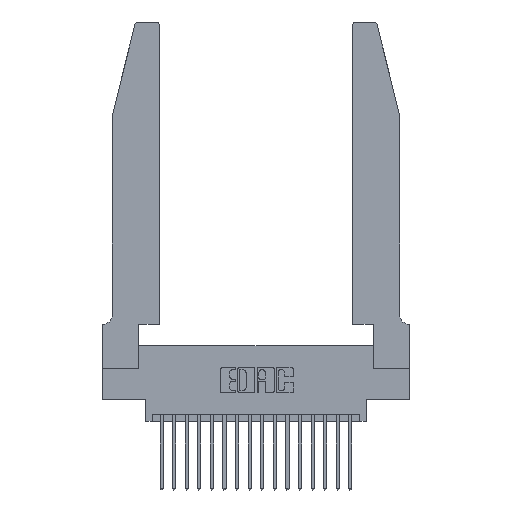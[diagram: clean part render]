
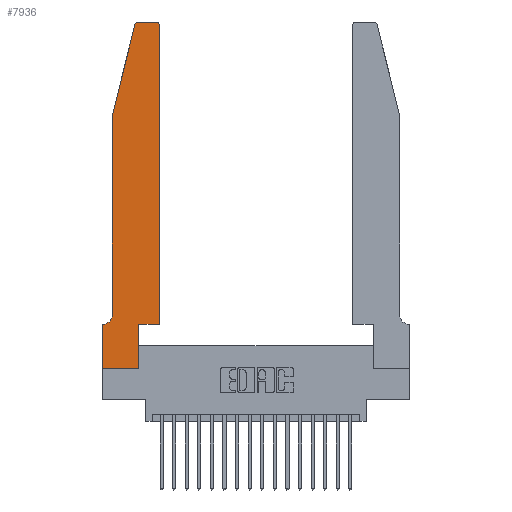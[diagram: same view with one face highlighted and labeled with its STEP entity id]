
A CAD part, top view. The second image highlights one B-rep face of the part: STEP entity #7936.
In plain terms, the highlighted planar face has unit normal (0, 0, 1).
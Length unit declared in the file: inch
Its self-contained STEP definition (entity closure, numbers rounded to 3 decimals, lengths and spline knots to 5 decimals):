
#143 = VERTEX_POINT ( 'NONE', #20227 ) ;
#227 = LINE ( 'NONE', #18302, #10341 ) ;
#272 = VECTOR ( 'NONE', #7664, 39.37008 ) ;
#417 = VECTOR ( 'NONE', #19683, 39.37008 ) ;
#664 = CARTESIAN_POINT ( 'NONE',  ( 0., 0.35, 0.37 ) ) ;
#989 = VECTOR ( 'NONE', #11526, 39.37008 ) ;
#1194 = CARTESIAN_POINT ( 'NONE',  ( 0.0055, 0.35, 0.37 ) ) ;
#1238 = LINE ( 'NONE', #13139, #20750 ) ;
#1281 = CIRCLE ( 'NONE', #16083, 0.07 ) ;
#1487 = ORIENTED_EDGE ( 'NONE', *, *, #18734, .T. ) ;
#1489 = CARTESIAN_POINT ( 'NONE',  ( 0.0755, 2., 0.37 ) ) ;
#1765 = ORIENTED_EDGE ( 'NONE', *, *, #18002, .T. ) ;
#1894 = EDGE_CURVE ( 'NONE', #7100, #11291, #1281, .T. ) ;
#2789 = CARTESIAN_POINT ( 'NONE',  ( 0.4505, 2.72, 0.37 ) ) ;
#2976 = CARTESIAN_POINT ( 'NONE',  ( 0., 0., 0.37 ) ) ;
#3006 = FACE_OUTER_BOUND ( 'NONE', #6086, .T. ) ;
#3014 = EDGE_CURVE ( 'NONE', #7301, #17383, #1238, .T. ) ;
#3264 = DIRECTION ( 'NONE',  ( 0., -1., 0. ) ) ;
#3447 = VECTOR ( 'NONE', #10077, 39.37008 ) ;
#3474 = AXIS2_PLACEMENT_3D ( 'NONE', #11791, #3530, #5166 ) ;
#3530 = DIRECTION ( 'NONE',  ( 0., 0., 1. ) ) ;
#3769 = VECTOR ( 'NONE', #3264, 39.37008 ) ;
#3955 = LINE ( 'NONE', #18705, #20654 ) ;
#4020 = ORIENTED_EDGE ( 'NONE', *, *, #4665, .T. ) ;
#4240 = CARTESIAN_POINT ( 'NONE',  ( 0.0755, 0.42, 0.37 ) ) ;
#4508 = ORIENTED_EDGE ( 'NONE', *, *, #9324, .T. ) ;
#4536 = PLANE ( 'NONE',  #6019 ) ;
#4665 = EDGE_CURVE ( 'NONE', #11289, #7301, #6651, .T. ) ;
#4862 = DIRECTION ( 'NONE',  ( 0., 0., 1. ) ) ;
#5166 = DIRECTION ( 'NONE',  ( 1., 0., 0. ) ) ;
#5197 = CIRCLE ( 'NONE', #3474, 0.03 ) ;
#5302 = VERTEX_POINT ( 'NONE', #16530 ) ;
#5780 = VERTEX_POINT ( 'NONE', #7112 ) ;
#5874 = LINE ( 'NONE', #20549, #272 ) ;
#5926 = DIRECTION ( 'NONE',  ( 0., 0., -1. ) ) ;
#5939 = LINE ( 'NONE', #15601, #12484 ) ;
#5942 = EDGE_CURVE ( 'NONE', #12554, #5302, #5874, .T. ) ;
#6019 = AXIS2_PLACEMENT_3D ( 'NONE', #19774, #8530, #16652 ) ;
#6086 = EDGE_LOOP ( 'NONE', ( #12620, #4020, #15434, #4508, #17536, #16490, #1487, #15925, #1765, #9920, #11487, #18010 ) ) ;
#6490 = LINE ( 'NONE', #18266, #417 ) ;
#6576 = VERTEX_POINT ( 'NONE', #2789 ) ;
#6651 = CIRCLE ( 'NONE', #12199, 0.03 ) ;
#6689 = CARTESIAN_POINT ( 'NONE',  ( 0.284, 2.72, 0.37 ) ) ;
#7100 = VERTEX_POINT ( 'NONE', #4240 ) ;
#7112 = CARTESIAN_POINT ( 'NONE',  ( 0.2865, 0.35, 0.37 ) ) ;
#7301 = VERTEX_POINT ( 'NONE', #11598 ) ;
#7362 = CARTESIAN_POINT ( 'NONE',  ( 0.4205, 2.75, 0.37 ) ) ;
#7664 = DIRECTION ( 'NONE',  ( 1., 0., 0. ) ) ;
#7936 = ADVANCED_FACE ( 'NONE', ( #3006 ), #4536, .T. ) ;
#8036 = DIRECTION ( 'NONE',  ( -1., 0., 0. ) ) ;
#8530 = DIRECTION ( 'NONE',  ( 0., 0., 1. ) ) ;
#8811 = DIRECTION ( 'NONE',  ( 1., 0., 0. ) ) ;
#9324 = EDGE_CURVE ( 'NONE', #17383, #7100, #9775, .T. ) ;
#9550 = EDGE_CURVE ( 'NONE', #5780, #143, #3955, .T. ) ;
#9763 = DIRECTION ( 'NONE',  ( -0.239, -0.971, 0. ) ) ;
#9775 = LINE ( 'NONE', #13197, #3447 ) ;
#9920 = ORIENTED_EDGE ( 'NONE', *, *, #9550, .T. ) ;
#10077 = DIRECTION ( 'NONE',  ( 0., -1., 0. ) ) ;
#10228 = DIRECTION ( 'NONE',  ( -1., 0., 0. ) ) ;
#10246 = DIRECTION ( 'NONE',  ( -1., 0., 0. ) ) ;
#10341 = VECTOR ( 'NONE', #10228, 39.37008 ) ;
#10399 = EDGE_CURVE ( 'NONE', #6576, #15262, #5197, .T. ) ;
#10870 = CARTESIAN_POINT ( 'NONE',  ( 0.284, 2.75, 0.37 ) ) ;
#11056 = CARTESIAN_POINT ( 'NONE',  ( 0.0055, 0.42, 0.37 ) ) ;
#11289 = VERTEX_POINT ( 'NONE', #10870 ) ;
#11291 = VERTEX_POINT ( 'NONE', #1194 ) ;
#11487 = ORIENTED_EDGE ( 'NONE', *, *, #20083, .T. ) ;
#11526 = DIRECTION ( 'NONE',  ( 0., 1., 0. ) ) ;
#11588 = CARTESIAN_POINT ( 'NONE',  ( 0., 0., 0.37 ) ) ;
#11598 = CARTESIAN_POINT ( 'NONE',  ( 0.25487, 2.72718, 0.37 ) ) ;
#11662 = EDGE_CURVE ( 'NONE', #11291, #14928, #5939, .T. ) ;
#11791 = CARTESIAN_POINT ( 'NONE',  ( 0.4205, 2.72, 0.37 ) ) ;
#12199 = AXIS2_PLACEMENT_3D ( 'NONE', #6689, #4862, #15906 ) ;
#12484 = VECTOR ( 'NONE', #10246, 39.37008 ) ;
#12554 = VERTEX_POINT ( 'NONE', #2976 ) ;
#12620 = ORIENTED_EDGE ( 'NONE', *, *, #17680, .T. ) ;
#13139 = CARTESIAN_POINT ( 'NONE',  ( 0.0755, 2., 0.37 ) ) ;
#13197 = CARTESIAN_POINT ( 'NONE',  ( 0.0755, 2., 0.37 ) ) ;
#14928 = VERTEX_POINT ( 'NONE', #664 ) ;
#15262 = VERTEX_POINT ( 'NONE', #7362 ) ;
#15434 = ORIENTED_EDGE ( 'NONE', *, *, #3014, .T. ) ;
#15601 = CARTESIAN_POINT ( 'NONE',  ( 0.0755, 0.35, 0.37 ) ) ;
#15906 = DIRECTION ( 'NONE',  ( 1., 0., 0. ) ) ;
#15925 = ORIENTED_EDGE ( 'NONE', *, *, #5942, .T. ) ;
#16083 = AXIS2_PLACEMENT_3D ( 'NONE', #11056, #5926, #8036 ) ;
#16490 = ORIENTED_EDGE ( 'NONE', *, *, #11662, .T. ) ;
#16530 = CARTESIAN_POINT ( 'NONE',  ( 0.2865, 0., 0.37 ) ) ;
#16652 = DIRECTION ( 'NONE',  ( 1., 0., 0. ) ) ;
#17383 = VERTEX_POINT ( 'NONE', #1489 ) ;
#17536 = ORIENTED_EDGE ( 'NONE', *, *, #1894, .T. ) ;
#17680 = EDGE_CURVE ( 'NONE', #15262, #11289, #227, .T. ) ;
#17899 = CARTESIAN_POINT ( 'NONE',  ( 0.2865, 0.35, 0.37 ) ) ;
#18002 = EDGE_CURVE ( 'NONE', #5302, #5780, #19706, .T. ) ;
#18010 = ORIENTED_EDGE ( 'NONE', *, *, #10399, .T. ) ;
#18266 = CARTESIAN_POINT ( 'NONE',  ( 0.4505, 0.35, 0.37 ) ) ;
#18302 = CARTESIAN_POINT ( 'NONE',  ( 0.2605, 2.75, 0.37 ) ) ;
#18705 = CARTESIAN_POINT ( 'NONE',  ( 0.4505, 0.35, 0.37 ) ) ;
#18734 = EDGE_CURVE ( 'NONE', #14928, #12554, #19439, .T. ) ;
#19439 = LINE ( 'NONE', #11588, #3769 ) ;
#19683 = DIRECTION ( 'NONE',  ( 0., 1., 0. ) ) ;
#19706 = LINE ( 'NONE', #17899, #989 ) ;
#19774 = CARTESIAN_POINT ( 'NONE',  ( 0., 0.35, 0.37 ) ) ;
#20083 = EDGE_CURVE ( 'NONE', #143, #6576, #6490, .T. ) ;
#20227 = CARTESIAN_POINT ( 'NONE',  ( 0.4505, 0.35, 0.37 ) ) ;
#20549 = CARTESIAN_POINT ( 'NONE',  ( 0., 0., 0.37 ) ) ;
#20654 = VECTOR ( 'NONE', #8811, 39.37008 ) ;
#20750 = VECTOR ( 'NONE', #9763, 39.37008 ) ;
